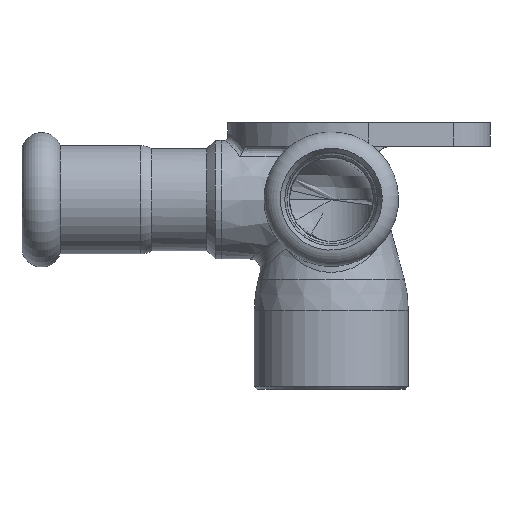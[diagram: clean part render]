
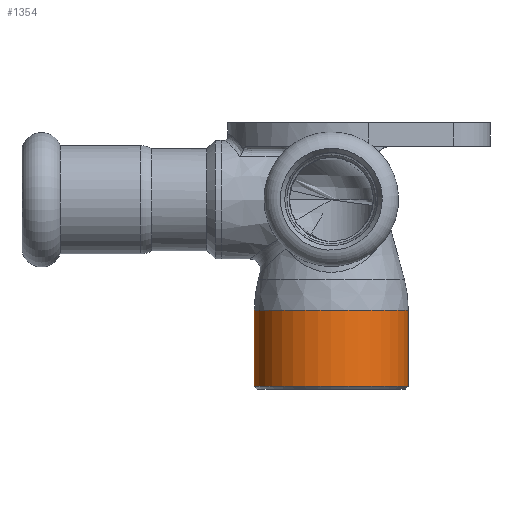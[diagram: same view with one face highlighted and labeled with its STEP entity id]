
A CAD part, top view. The second image highlights one B-rep face of the part: STEP entity #1354.
In plain terms, the highlighted cylindrical face has radius 13 mm (diameter 26 mm), a full revolution.
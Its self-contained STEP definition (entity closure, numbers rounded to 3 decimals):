
#111=LINE('',#3293,#156);
#156=VECTOR('',#1831,13.);
#198=CYLINDRICAL_SURFACE('',#1521,13.);
#238=FACE_OUTER_BOUND('',#307,.T.);
#307=EDGE_LOOP('',(#1048,#1049,#1050,#1051,#1052,#1053));
#432=CIRCLE('',#1514,13.);
#436=CIRCLE('',#1518,13.);
#438=CIRCLE('',#1522,13.);
#439=CIRCLE('',#1523,13.);
#559=VERTEX_POINT('',#2755);
#560=VERTEX_POINT('',#2756);
#568=VERTEX_POINT('',#3289);
#569=VERTEX_POINT('',#3290);
#736=EDGE_CURVE('',#559,#560,#432,.T.);
#740=EDGE_CURVE('',#560,#559,#436,.T.);
#747=EDGE_CURVE('',#568,#569,#438,.T.);
#748=EDGE_CURVE('',#569,#568,#439,.T.);
#749=EDGE_CURVE('',#569,#559,#111,.T.);
#1048=ORIENTED_EDGE('',*,*,#747,.F.);
#1049=ORIENTED_EDGE('',*,*,#748,.F.);
#1050=ORIENTED_EDGE('',*,*,#749,.T.);
#1051=ORIENTED_EDGE('',*,*,#740,.F.);
#1052=ORIENTED_EDGE('',*,*,#736,.F.);
#1053=ORIENTED_EDGE('',*,*,#749,.F.);
#1354=ADVANCED_FACE('',(#238),#198,.T.);
#1514=AXIS2_PLACEMENT_3D('',#2757,#1810,#1811);
#1518=AXIS2_PLACEMENT_3D('',#2763,#1818,#1819);
#1521=AXIS2_PLACEMENT_3D('',#3288,#1825,#1826);
#1522=AXIS2_PLACEMENT_3D('',#3291,#1827,#1828);
#1523=AXIS2_PLACEMENT_3D('',#3292,#1829,#1830);
#1810=DIRECTION('center_axis',(0.,1.,0.));
#1811=DIRECTION('ref_axis',(1.,0.,0.));
#1818=DIRECTION('center_axis',(0.,1.,0.));
#1819=DIRECTION('ref_axis',(1.,0.,0.));
#1825=DIRECTION('center_axis',(0.,-1.,0.));
#1826=DIRECTION('ref_axis',(1.,0.,0.));
#1827=DIRECTION('center_axis',(0.,-1.,0.));
#1828=DIRECTION('ref_axis',(-1.,0.,0.));
#1829=DIRECTION('center_axis',(0.,-1.,0.));
#1830=DIRECTION('ref_axis',(-1.,0.,0.));
#1831=DIRECTION('',(0.,1.,0.));
#2755=CARTESIAN_POINT('',(-13.,-18.633,0.));
#2756=CARTESIAN_POINT('',(0.,-18.633,13.));
#2757=CARTESIAN_POINT('Origin',(0.,-18.633,
0.));
#2763=CARTESIAN_POINT('Origin',(0.,-18.633,
0.));
#3288=CARTESIAN_POINT('Origin',(0.,-24.,0.));
#3289=CARTESIAN_POINT('',(13.,-31.5,0.));
#3290=CARTESIAN_POINT('',(-13.,-31.5,0.));
#3291=CARTESIAN_POINT('Origin',(0.,-31.5,0.));
#3292=CARTESIAN_POINT('Origin',(0.,-31.5,0.));
#3293=CARTESIAN_POINT('',(-13.,-24.,0.));
